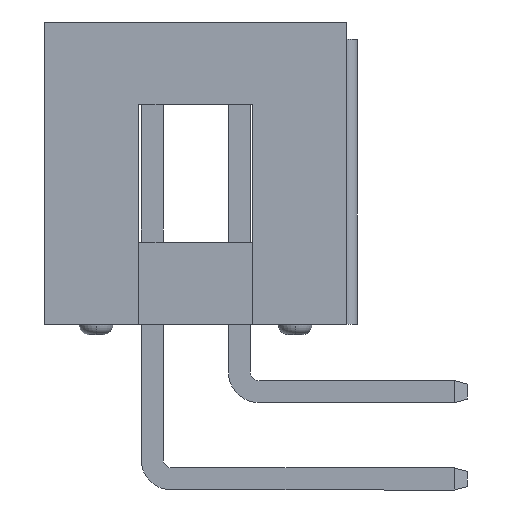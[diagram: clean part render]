
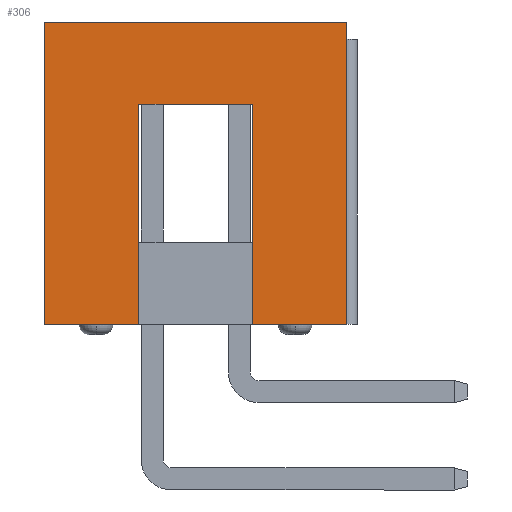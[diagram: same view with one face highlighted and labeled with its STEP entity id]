
A CAD part, left-side view. The second image highlights one B-rep face of the part: STEP entity #306.
In plain terms, the highlighted planar face has unit normal (-1, 0, 0).
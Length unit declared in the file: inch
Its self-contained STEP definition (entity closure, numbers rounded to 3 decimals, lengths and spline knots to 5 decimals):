
#306 = ADVANCED_FACE ( 'NONE', ( #20164 ), #26014, .T. ) ;
#709 = CARTESIAN_POINT ( 'NONE',  ( -1.1475, 0.358, 0.473 ) ) ;
#1500 = VECTOR ( 'NONE', #17758, 39.37008 ) ;
#1896 = VERTEX_POINT ( 'NONE', #21543 ) ;
#1902 = AXIS2_PLACEMENT_3D ( 'NONE', #14033, #3486, #19892 ) ;
#2231 = VECTOR ( 'NONE', #17500, 39.37008 ) ;
#2508 = ORIENTED_EDGE ( 'NONE', *, *, #17221, .T. ) ;
#2916 = DIRECTION ( 'NONE',  ( 0., 0., 1. ) ) ;
#3486 = DIRECTION ( 'NONE',  ( -1., 0., 0. ) ) ;
#3574 = DIRECTION ( 'NONE',  ( 0., 0., 1. ) ) ;
#4027 = EDGE_CURVE ( 'NONE', #26168, #1896, #20877, .T. ) ;
#4132 = CARTESIAN_POINT ( 'NONE',  ( -1.1475, 0.12, 0.379 ) ) ;
#4344 = CARTESIAN_POINT ( 'NONE',  ( -1.1475, 0.12, 0.379 ) ) ;
#4947 = ORIENTED_EDGE ( 'NONE', *, *, #20329, .F. ) ;
#5790 = EDGE_CURVE ( 'NONE', #23214, #13963, #9348, .T. ) ;
#6148 = EDGE_CURVE ( 'NONE', #19545, #19283, #18636, .T. ) ;
#7476 = EDGE_CURVE ( 'NONE', #25567, #12471, #20115, .T. ) ;
#8441 = CARTESIAN_POINT ( 'NONE',  ( -1.1475, 0.25, 0.379 ) ) ;
#9348 = LINE ( 'NONE', #23685, #18871 ) ;
#9406 = CARTESIAN_POINT ( 'NONE',  ( -1.1475, 0.25, 0.379 ) ) ;
#9476 = CARTESIAN_POINT ( 'NONE',  ( -1.1475, 0.012, 0.473 ) ) ;
#9595 = ORIENTED_EDGE ( 'NONE', *, *, #12845, .F. ) ;
#9830 = LINE ( 'NONE', #9406, #1500 ) ;
#10454 = VECTOR ( 'NONE', #3574, 39.37008 ) ;
#10602 = CARTESIAN_POINT ( 'NONE',  ( -1.1475, 0.358, 0.127 ) ) ;
#10640 = DIRECTION ( 'NONE',  ( 0., 0., -1. ) ) ;
#11210 = LINE ( 'NONE', #19532, #2231 ) ;
#12471 = VERTEX_POINT ( 'NONE', #9476 ) ;
#12485 = DIRECTION ( 'NONE',  ( 0., 0., -1. ) ) ;
#12746 = CARTESIAN_POINT ( 'NONE',  ( -1.1475, 0.25, 0.379 ) ) ;
#12776 = VECTOR ( 'NONE', #10640, 39.37008 ) ;
#12845 = EDGE_CURVE ( 'NONE', #19545, #26168, #9830, .T. ) ;
#13483 = EDGE_CURVE ( 'NONE', #23214, #1896, #20966, .T. ) ;
#13963 = VERTEX_POINT ( 'NONE', #25154 ) ;
#14033 = CARTESIAN_POINT ( 'NONE',  ( -1.1475, 0.358, 0.127 ) ) ;
#14282 = VECTOR ( 'NONE', #23524, 39.37008 ) ;
#14947 = LINE ( 'NONE', #709, #14282 ) ;
#15688 = ORIENTED_EDGE ( 'NONE', *, *, #13483, .T. ) ;
#15766 = ORIENTED_EDGE ( 'NONE', *, *, #5790, .F. ) ;
#15891 = CARTESIAN_POINT ( 'NONE',  ( -1.1475, 0.012, 0.127 ) ) ;
#16121 = CARTESIAN_POINT ( 'NONE',  ( -1.1475, 0.358, 0.127 ) ) ;
#16218 = DIRECTION ( 'NONE',  ( 0., -1., 0. ) ) ;
#17221 = EDGE_CURVE ( 'NONE', #19283, #25567, #11210, .T. ) ;
#17500 = DIRECTION ( 'NONE',  ( 0., -1., 0. ) ) ;
#17758 = DIRECTION ( 'NONE',  ( 0., 1., 0. ) ) ;
#18636 = LINE ( 'NONE', #4132, #21428 ) ;
#18871 = VECTOR ( 'NONE', #2916, 39.37008 ) ;
#19283 = VERTEX_POINT ( 'NONE', #25804 ) ;
#19532 = CARTESIAN_POINT ( 'NONE',  ( -1.1475, 0.358, 0.127 ) ) ;
#19545 = VERTEX_POINT ( 'NONE', #4344 ) ;
#19892 = DIRECTION ( 'NONE',  ( 0., 0., 1. ) ) ;
#19981 = CARTESIAN_POINT ( 'NONE',  ( -1.1475, 0.012, 0.127 ) ) ;
#19992 = ORIENTED_EDGE ( 'NONE', *, *, #6148, .T. ) ;
#20115 = LINE ( 'NONE', #19981, #10454 ) ;
#20164 = FACE_OUTER_BOUND ( 'NONE', #20912, .T. ) ;
#20329 = EDGE_CURVE ( 'NONE', #13963, #12471, #14947, .T. ) ;
#20877 = LINE ( 'NONE', #8441, #12776 ) ;
#20912 = EDGE_LOOP ( 'NONE', ( #21538, #9595, #19992, #2508, #21697, #4947, #15766, #15688 ) ) ;
#20966 = LINE ( 'NONE', #10602, #25062 ) ;
#21428 = VECTOR ( 'NONE', #12485, 39.37008 ) ;
#21538 = ORIENTED_EDGE ( 'NONE', *, *, #4027, .F. ) ;
#21543 = CARTESIAN_POINT ( 'NONE',  ( -1.1475, 0.25, 0.127 ) ) ;
#21697 = ORIENTED_EDGE ( 'NONE', *, *, #7476, .T. ) ;
#23214 = VERTEX_POINT ( 'NONE', #16121 ) ;
#23524 = DIRECTION ( 'NONE',  ( 0., -1., 0. ) ) ;
#23685 = CARTESIAN_POINT ( 'NONE',  ( -1.1475, 0.358, 0.127 ) ) ;
#25062 = VECTOR ( 'NONE', #16218, 39.37008 ) ;
#25154 = CARTESIAN_POINT ( 'NONE',  ( -1.1475, 0.358, 0.473 ) ) ;
#25567 = VERTEX_POINT ( 'NONE', #15891 ) ;
#25804 = CARTESIAN_POINT ( 'NONE',  ( -1.1475, 0.12, 0.127 ) ) ;
#26014 = PLANE ( 'NONE',  #1902 ) ;
#26168 = VERTEX_POINT ( 'NONE', #12746 ) ;
